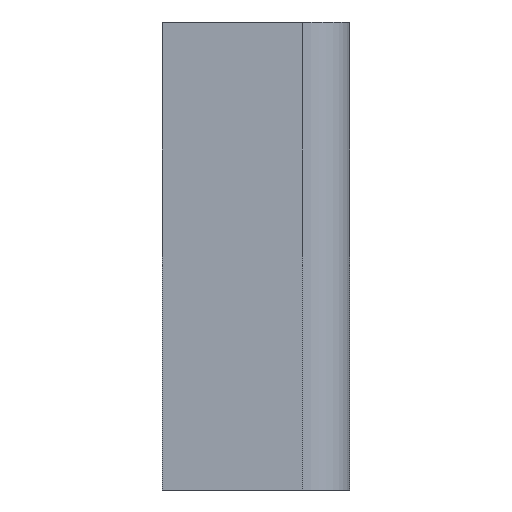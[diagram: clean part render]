
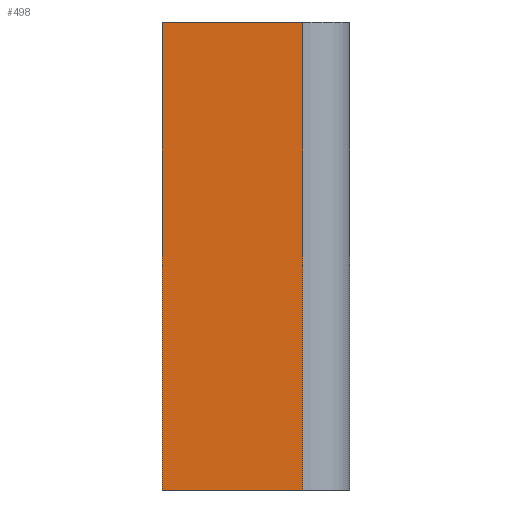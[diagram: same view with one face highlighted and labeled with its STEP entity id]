
A CAD part, left-side view. The second image highlights one B-rep face of the part: STEP entity #498.
In plain terms, the highlighted planar face has unit normal (-1, 0, 0).
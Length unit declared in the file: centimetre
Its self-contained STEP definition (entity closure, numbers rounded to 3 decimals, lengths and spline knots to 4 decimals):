
#84=VERTEX_POINT('',#743);
#85=VERTEX_POINT('',#745);
#86=VERTEX_POINT('',#749);
#87=VERTEX_POINT('',#753);
#140=VECTOR('',#608,1.);
#142=VECTOR('',#614,1.);
#143=VECTOR('',#616,1.);
#144=VECTOR('',#617,1.);
#202=LINE('',#744,#140);
#204=LINE('',#750,#142);
#205=LINE('',#752,#143);
#206=LINE('',#754,#144);
#272=EDGE_CURVE('',#84,#85,#202,.T.);
#275=EDGE_CURVE('',#86,#84,#204,.T.);
#276=EDGE_CURVE('',#86,#87,#205,.T.);
#277=EDGE_CURVE('',#85,#87,#206,.T.);
#379=ORIENTED_EDGE('',*,*,#275,.F.);
#380=ORIENTED_EDGE('',*,*,#276,.T.);
#381=ORIENTED_EDGE('',*,*,#277,.F.);
#382=ORIENTED_EDGE('',*,*,#272,.F.);
#446=EDGE_LOOP('',(#379,#380,#381,#382));
#472=FACE_BOUND('',#446,.T.);
#498=ADVANCED_FACE('',(#472),#780,.T.);
#527=AXIS2_PLACEMENT_3D('',#751,#615,$);
#608=DIRECTION('',(0.,1.,0.));
#614=DIRECTION('',(0.,0.,-1.));
#615=DIRECTION('',(-1.,0.,0.));
#616=DIRECTION('',(0.,1.,0.));
#617=DIRECTION('',(0.,0.,1.));
#743=CARTESIAN_POINT('',(-0.85,0.15,0.));
#744=CARTESIAN_POINT('',(-0.85,0.,0.));
#745=CARTESIAN_POINT('',(-0.85,0.6,0.));
#749=CARTESIAN_POINT('',(-0.85,0.15,1.5));
#750=CARTESIAN_POINT('',(-0.85,0.15,0.));
#751=CARTESIAN_POINT('',(-0.85,0.3,0.));
#752=CARTESIAN_POINT('',(-0.85,0.,1.5));
#753=CARTESIAN_POINT('',(-0.85,0.6,1.5));
#754=CARTESIAN_POINT('',(-0.85,0.6,0.));
#780=PLANE('',#527);
